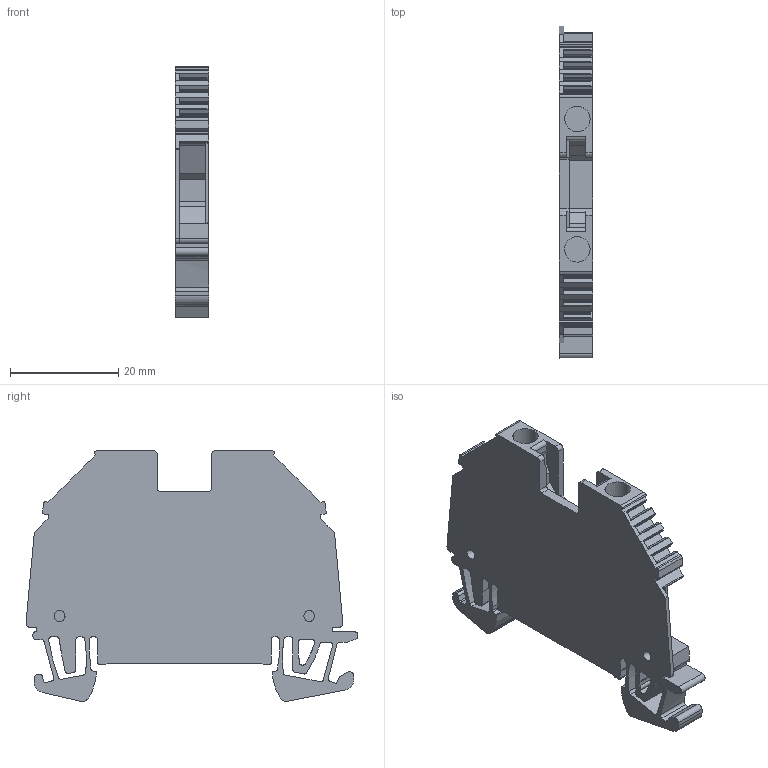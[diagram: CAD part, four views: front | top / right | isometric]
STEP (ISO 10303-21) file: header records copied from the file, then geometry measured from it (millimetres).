
FILE_DESCRIPTION(('CATIA V5 STEP Exchange','CAx-IF Rec.Pracs.--- Model Styling and Organization---1.4--- 2014-01-23'),'2;1');
FILE_NAME ('D1464726_0', '2020-04-30T06:57:50+00:00', ('none'), ('Weidmueller'), 'CATIA Version 5-6 Release 2016 SP3 HF44', 'CATIA V5 STEP AP214', 'none');
FILE_SCHEMA(('AUTOMOTIVE_DESIGN { 1 0 10303 214 1 1 1 1 }'));
Length unit declared in the file: millimetre
Products named in the file (1): 9203060000_WDU_4_SL_BL
Bounding box: 6.1 x 61.2 x 46.25 mm (x, y, z)
Volume: 9856.3 mm3; surface area: 7079 mm2
Topology: 1 solids, 1 shells, 374 faces, 1134 edges, 768 vertices
Faces by surface type: plane 245, cylinder 117, extrusion 12
Entity records: 13205 total; most frequent: CARTESIAN_POINT 3057, ORIENTED_EDGE 2268, DIRECTION 1632, EDGE_CURVE 1134, VECTOR 886, LINE 874, VERTEX_POINT 768, AXIS2_PLACEMENT_3D 459
